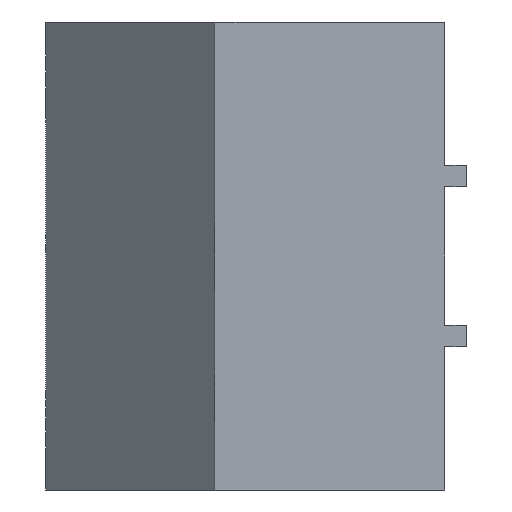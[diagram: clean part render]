
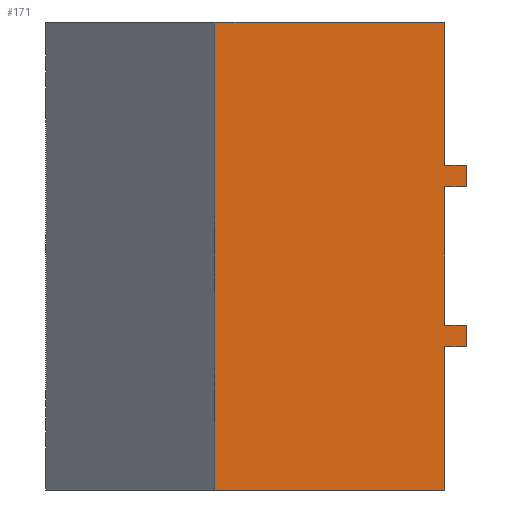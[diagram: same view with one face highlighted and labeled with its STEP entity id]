
A CAD part, left-side view. The second image highlights one B-rep face of the part: STEP entity #171.
In plain terms, the highlighted planar face has unit normal (-1, 0, 0).
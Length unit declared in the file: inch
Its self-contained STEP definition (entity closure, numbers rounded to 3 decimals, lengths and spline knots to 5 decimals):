
#17 = ORIENTED_EDGE ( 'NONE', *, *, #755, .T. ) ;
#56 = DIRECTION ( 'NONE',  ( 0., 0., 1. ) ) ;
#63 = ORIENTED_EDGE ( 'NONE', *, *, #1589, .F. ) ;
#64 = DIRECTION ( 'NONE',  ( 0., 0., 1. ) ) ;
#99 = VECTOR ( 'NONE', #231, 39.37008 ) ;
#128 = CARTESIAN_POINT ( 'NONE',  ( -2.075, -1.05374, -0.25591 ) ) ;
#129 = DIRECTION ( 'NONE',  ( 0., 0., 1. ) ) ;
#139 = ORIENTED_EDGE ( 'NONE', *, *, #705, .T. ) ;
#147 = LINE ( 'NONE', #1153, #99 ) ;
#149 = VERTEX_POINT ( 'NONE', #1880 ) ;
#161 = ORIENTED_EDGE ( 'NONE', *, *, #1902, .T. ) ;
#171 = ADVANCED_FACE ( 'NONE', ( #1869 ), #1927, .T. ) ;
#211 = VECTOR ( 'NONE', #228, 39.37008 ) ;
#228 = DIRECTION ( 'NONE',  ( 0., -1., 0. ) ) ;
#231 = DIRECTION ( 'NONE',  ( 0., 1., 0. ) ) ;
#239 = DIRECTION ( 'NONE',  ( 0., -1., 0. ) ) ;
#287 = DIRECTION ( 'NONE',  ( 0., 1., 0. ) ) ;
#297 = VECTOR ( 'NONE', #1040, 39.37008 ) ;
#298 = ORIENTED_EDGE ( 'NONE', *, *, #797, .T. ) ;
#317 = LINE ( 'NONE', #1786, #1953 ) ;
#325 = EDGE_CURVE ( 'NONE', #1686, #1805, #1034, .T. ) ;
#336 = LINE ( 'NONE', #1540, #1005 ) ;
#348 = CARTESIAN_POINT ( 'NONE',  ( -2.075, -0.975, 0.865 ) ) ;
#360 = LINE ( 'NONE', #805, #764 ) ;
#368 = CARTESIAN_POINT ( 'NONE',  ( -2.075, -0.975, -0.33465 ) ) ;
#448 = LINE ( 'NONE', #729, #297 ) ;
#456 = CARTESIAN_POINT ( 'NONE',  ( -2.075, -1.05374, -0.25591 ) ) ;
#476 = ORIENTED_EDGE ( 'NONE', *, *, #1048, .T. ) ;
#529 = VECTOR ( 'NONE', #239, 39.37008 ) ;
#534 = EDGE_CURVE ( 'NONE', #1218, #1263, #336, .T. ) ;
#538 = VERTEX_POINT ( 'NONE', #456 ) ;
#543 = CARTESIAN_POINT ( 'NONE',  ( -2.075, 0.5, -0.865 ) ) ;
#676 = ORIENTED_EDGE ( 'NONE', *, *, #1762, .F. ) ;
#681 = CARTESIAN_POINT ( 'NONE',  ( -2.075, -0.125, -0.865 ) ) ;
#705 = EDGE_CURVE ( 'NONE', #1052, #1315, #360, .T. ) ;
#708 = CARTESIAN_POINT ( 'NONE',  ( -2.075, -0.125, 0.865 ) ) ;
#714 = DIRECTION ( 'NONE',  ( 0., 1., 0. ) ) ;
#721 = VECTOR ( 'NONE', #64, 39.37008 ) ;
#729 = CARTESIAN_POINT ( 'NONE',  ( -2.075, -1.05374, 0.33465 ) ) ;
#746 = VERTEX_POINT ( 'NONE', #368 ) ;
#755 = EDGE_CURVE ( 'NONE', #149, #538, #1842, .T. ) ;
#764 = VECTOR ( 'NONE', #1425, 39.37008 ) ;
#773 = DIRECTION ( 'NONE',  ( 0., 0., 1. ) ) ;
#790 = CARTESIAN_POINT ( 'NONE',  ( -2.075, -0.975, 0.33465 ) ) ;
#797 = EDGE_CURVE ( 'NONE', #1337, #1478, #1032, .T. ) ;
#805 = CARTESIAN_POINT ( 'NONE',  ( -2.075, -0.975, -0.865 ) ) ;
#818 = CARTESIAN_POINT ( 'NONE',  ( -2.075, -1.05374, -0.25591 ) ) ;
#860 = CARTESIAN_POINT ( 'NONE',  ( -2.075, -1.05374, 0.25591 ) ) ;
#1004 = ORIENTED_EDGE ( 'NONE', *, *, #534, .T. ) ;
#1005 = VECTOR ( 'NONE', #773, 39.37008 ) ;
#1026 = AXIS2_PLACEMENT_3D ( 'NONE', #543, #1766, #1405 ) ;
#1032 = LINE ( 'NONE', #1146, #211 ) ;
#1034 = LINE ( 'NONE', #1904, #721 ) ;
#1040 = DIRECTION ( 'NONE',  ( 0., 1., 0. ) ) ;
#1048 = EDGE_CURVE ( 'NONE', #538, #1052, #1083, .T. ) ;
#1052 = VERTEX_POINT ( 'NONE', #1203 ) ;
#1060 = LINE ( 'NONE', #1974, #1774 ) ;
#1083 = LINE ( 'NONE', #128, #1852 ) ;
#1146 = CARTESIAN_POINT ( 'NONE',  ( -2.075, 0.5, -0.865 ) ) ;
#1153 = CARTESIAN_POINT ( 'NONE',  ( -2.075, -1.05374, -0.33465 ) ) ;
#1162 = CARTESIAN_POINT ( 'NONE',  ( -2.075, -1.05374, 0.33465 ) ) ;
#1203 = CARTESIAN_POINT ( 'NONE',  ( -2.075, -0.975, -0.25591 ) ) ;
#1218 = VERTEX_POINT ( 'NONE', #790 ) ;
#1251 = EDGE_LOOP ( 'NONE', ( #1794, #298, #1331, #63, #17, #476, #139, #1622, #1521, #161, #1004, #676 ) ) ;
#1263 = VERTEX_POINT ( 'NONE', #348 ) ;
#1285 = CARTESIAN_POINT ( 'NONE',  ( -2.075, -0.975, 0.25591 ) ) ;
#1315 = VERTEX_POINT ( 'NONE', #1285 ) ;
#1331 = ORIENTED_EDGE ( 'NONE', *, *, #1981, .T. ) ;
#1337 = VERTEX_POINT ( 'NONE', #681 ) ;
#1348 = LINE ( 'NONE', #1457, #529 ) ;
#1405 = DIRECTION ( 'NONE',  ( 0., 0., 1. ) ) ;
#1425 = DIRECTION ( 'NONE',  ( 0., 0., 1. ) ) ;
#1432 = VECTOR ( 'NONE', #56, 39.37008 ) ;
#1443 = EDGE_CURVE ( 'NONE', #1834, #1337, #1848, .T. ) ;
#1457 = CARTESIAN_POINT ( 'NONE',  ( -2.075, 0.5, 0.865 ) ) ;
#1478 = VERTEX_POINT ( 'NONE', #1572 ) ;
#1521 = ORIENTED_EDGE ( 'NONE', *, *, #325, .T. ) ;
#1540 = CARTESIAN_POINT ( 'NONE',  ( -2.075, -0.975, -0.865 ) ) ;
#1572 = CARTESIAN_POINT ( 'NONE',  ( -2.075, -0.975, -0.865 ) ) ;
#1589 = EDGE_CURVE ( 'NONE', #149, #746, #147, .T. ) ;
#1622 = ORIENTED_EDGE ( 'NONE', *, *, #1694, .F. ) ;
#1686 = VERTEX_POINT ( 'NONE', #860 ) ;
#1694 = EDGE_CURVE ( 'NONE', #1686, #1315, #317, .T. ) ;
#1719 = CARTESIAN_POINT ( 'NONE',  ( -2.075, -0.125, -0.865 ) ) ;
#1762 = EDGE_CURVE ( 'NONE', #1834, #1263, #1348, .T. ) ;
#1766 = DIRECTION ( 'NONE',  ( -1., 0., 0. ) ) ;
#1774 = VECTOR ( 'NONE', #129, 39.37008 ) ;
#1786 = CARTESIAN_POINT ( 'NONE',  ( -2.075, -1.05374, 0.25591 ) ) ;
#1794 = ORIENTED_EDGE ( 'NONE', *, *, #1443, .T. ) ;
#1804 = VECTOR ( 'NONE', #1876, 39.37008 ) ;
#1805 = VERTEX_POINT ( 'NONE', #1162 ) ;
#1834 = VERTEX_POINT ( 'NONE', #708 ) ;
#1842 = LINE ( 'NONE', #818, #1432 ) ;
#1848 = LINE ( 'NONE', #1719, #1804 ) ;
#1852 = VECTOR ( 'NONE', #287, 39.37008 ) ;
#1869 = FACE_OUTER_BOUND ( 'NONE', #1251, .T. ) ;
#1876 = DIRECTION ( 'NONE',  ( 0., 0., -1. ) ) ;
#1880 = CARTESIAN_POINT ( 'NONE',  ( -2.075, -1.05374, -0.33465 ) ) ;
#1902 = EDGE_CURVE ( 'NONE', #1805, #1218, #448, .T. ) ;
#1904 = CARTESIAN_POINT ( 'NONE',  ( -2.075, -1.05374, 0.25591 ) ) ;
#1927 = PLANE ( 'NONE',  #1026 ) ;
#1953 = VECTOR ( 'NONE', #714, 39.37008 ) ;
#1974 = CARTESIAN_POINT ( 'NONE',  ( -2.075, -0.975, -0.865 ) ) ;
#1981 = EDGE_CURVE ( 'NONE', #1478, #746, #1060, .T. ) ;
